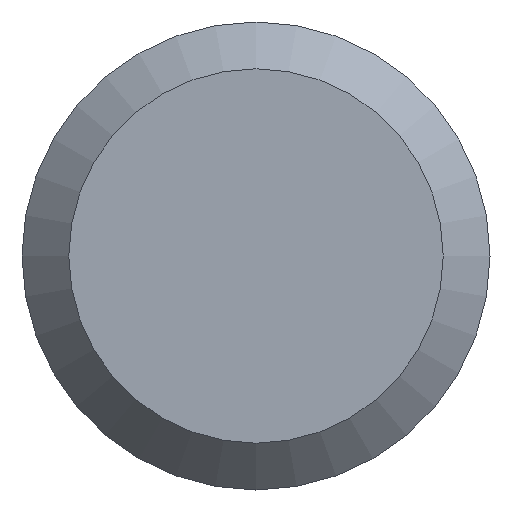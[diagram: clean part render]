
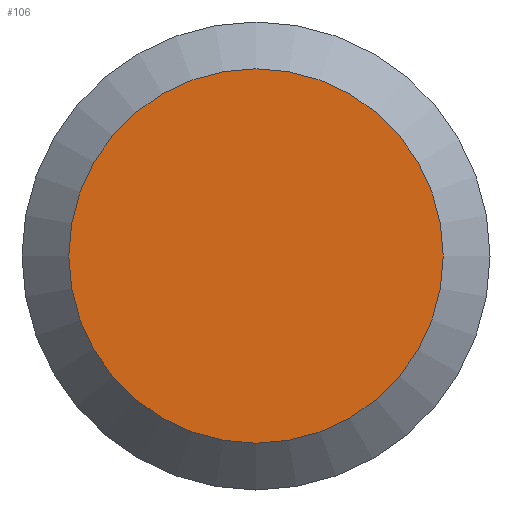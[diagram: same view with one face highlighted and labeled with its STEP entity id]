
A CAD part, left-side view. The second image highlights one B-rep face of the part: STEP entity #106.
In plain terms, the highlighted planar face has unit normal (-1, 0, 0).
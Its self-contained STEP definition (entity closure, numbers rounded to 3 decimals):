
#17 = CARTESIAN_POINT ( 'NONE',  ( 0., 0., 0. ) ) ;
#62 = AXIS2_PLACEMENT_3D ( 'NONE', #17, #178, #173 ) ;
#92 = CIRCLE ( 'NONE', #62, 4.52 ) ;
#99 = EDGE_LOOP ( 'NONE', ( #175 ) ) ;
#106 = ADVANCED_FACE ( 'NONE', ( #118 ), #117, .F. ) ;
#109 = EDGE_CURVE ( 'NONE', #137, #137, #92, .T. ) ;
#117 = PLANE ( 'NONE',  #204 ) ;
#118 = FACE_OUTER_BOUND ( 'NONE', #99, .T. ) ;
#137 = VERTEX_POINT ( 'NONE', #210 ) ;
#151 = CARTESIAN_POINT ( 'NONE',  ( 0., 5.65, 0. ) ) ;
#162 = DIRECTION ( 'NONE',  ( 1., 0., 0. ) ) ;
#173 = DIRECTION ( 'NONE',  ( 0., 0., -1. ) ) ;
#175 = ORIENTED_EDGE ( 'NONE', *, *, #109, .T. ) ;
#178 = DIRECTION ( 'NONE',  ( -1., 0., 0. ) ) ;
#183 = DIRECTION ( 'NONE',  ( 0., 0., -1. ) ) ;
#204 = AXIS2_PLACEMENT_3D ( 'NONE', #151, #162, #183 ) ;
#210 = CARTESIAN_POINT ( 'NONE',  ( 0., 0., -4.52 ) ) ;
